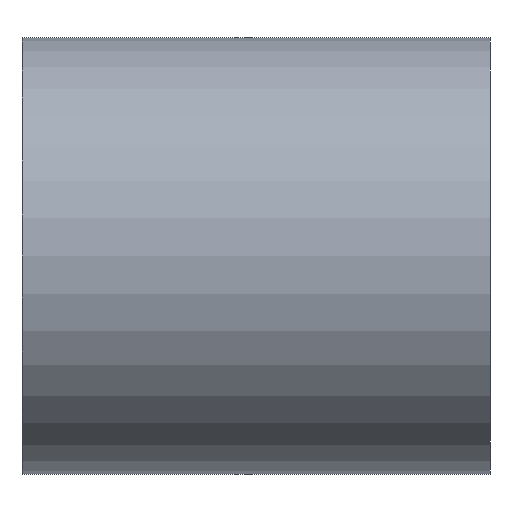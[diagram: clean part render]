
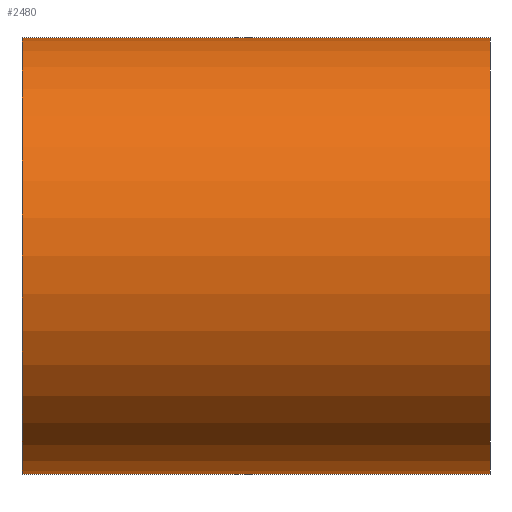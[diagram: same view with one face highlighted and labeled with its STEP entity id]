
A CAD part, left-side view. The second image highlights one B-rep face of the part: STEP entity #2480.
In plain terms, the highlighted cylindrical face has radius 7 mm (diameter 14 mm), a partial arc.
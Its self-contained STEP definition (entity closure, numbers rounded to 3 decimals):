
#638 = CARTESIAN_POINT ( 'NONE',  ( 0., 7.5, 7. ) ) ;
#658 = CARTESIAN_POINT ( 'NONE',  ( 0., 7.5, 0. ) ) ;
#659 = AXIS2_PLACEMENT_3D ( 'NONE', #658, #745, #744 ) ;
#734 = CIRCLE ( 'NONE', #659, 7. ) ;
#744 = DIRECTION ( 'NONE',  ( 0., 0., 1. ) ) ;
#745 = DIRECTION ( 'NONE',  ( 0., 1., 0. ) ) ;
#1156 = CARTESIAN_POINT ( 'NONE',  ( 0., 13.586, 0. ) ) ;
#1157 = CYLINDRICAL_SURFACE ( 'NONE', #1255, 7. ) ;
#1163 = FACE_OUTER_BOUND ( 'NONE', #2488, .T. ) ;
#1173 = CARTESIAN_POINT ( 'NONE',  ( 0., -7.5, 7. ) ) ;
#1191 = LINE ( 'NONE', #1226, #1225 ) ;
#1218 = CARTESIAN_POINT ( 'NONE',  ( 0., -7.5, -7. ) ) ;
#1219 = CARTESIAN_POINT ( 'NONE',  ( 0., 7.5, -7. ) ) ;
#1220 = DIRECTION ( 'NONE',  ( 0., 1., 0. ) ) ;
#1221 = VECTOR ( 'NONE', #1220, 1000. ) ;
#1222 = CARTESIAN_POINT ( 'NONE',  ( 0., 13.586, -7. ) ) ;
#1223 = LINE ( 'NONE', #1222, #1221 ) ;
#1224 = DIRECTION ( 'NONE',  ( 0., 1., 0. ) ) ;
#1225 = VECTOR ( 'NONE', #1224, 1000. ) ;
#1226 = CARTESIAN_POINT ( 'NONE',  ( 0., 13.586, 7. ) ) ;
#1247 = DIRECTION ( 'NONE',  ( 0., 0., -1. ) ) ;
#1248 = DIRECTION ( 'NONE',  ( 0., -1., 0. ) ) ;
#1249 = CARTESIAN_POINT ( 'NONE',  ( 0., -7.5, 0. ) ) ;
#1250 = AXIS2_PLACEMENT_3D ( 'NONE', #1249, #1248, #1247 ) ;
#1251 = CIRCLE ( 'NONE', #1250, 7. ) ;
#1253 = DIRECTION ( 'NONE',  ( 0., 0., 1. ) ) ;
#1254 = DIRECTION ( 'NONE',  ( 0., 1., 0. ) ) ;
#1255 = AXIS2_PLACEMENT_3D ( 'NONE', #1156, #1254, #1253 ) ;
#2029 = ORIENTED_EDGE ( 'NONE', *, *, #2151, .F. ) ;
#2047 = ORIENTED_EDGE ( 'NONE', *, *, #2481, .F. ) ;
#2151 = EDGE_CURVE ( 'NONE', #2492, #2172, #734, .T. ) ;
#2172 = VERTEX_POINT ( 'NONE', #638 ) ;
#2473 = VERTEX_POINT ( 'NONE', #1173 ) ;
#2480 = ADVANCED_FACE ( 'NONE', ( #1163 ), #1157, .T. ) ;
#2481 = EDGE_CURVE ( 'NONE', #2473, #2493, #1251, .T. ) ;
#2484 = ORIENTED_EDGE ( 'NONE', *, *, #2491, .F. ) ;
#2488 = EDGE_LOOP ( 'NONE', ( #2484, #2047, #2489, #2029 ) ) ;
#2489 = ORIENTED_EDGE ( 'NONE', *, *, #2490, .T. ) ;
#2490 = EDGE_CURVE ( 'NONE', #2473, #2172, #1191, .T. ) ;
#2491 = EDGE_CURVE ( 'NONE', #2493, #2492, #1223, .T. ) ;
#2492 = VERTEX_POINT ( 'NONE', #1219 ) ;
#2493 = VERTEX_POINT ( 'NONE', #1218 ) ;
